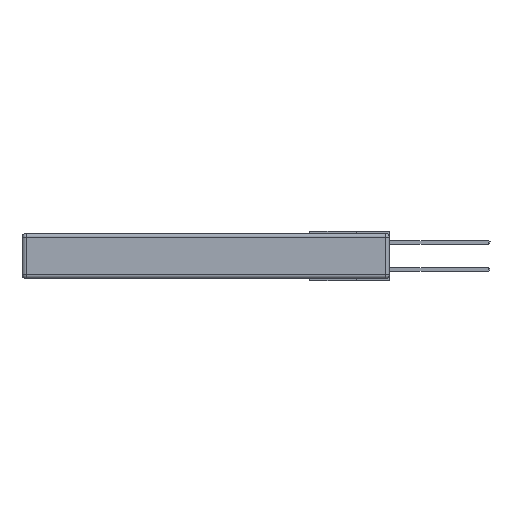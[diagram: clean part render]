
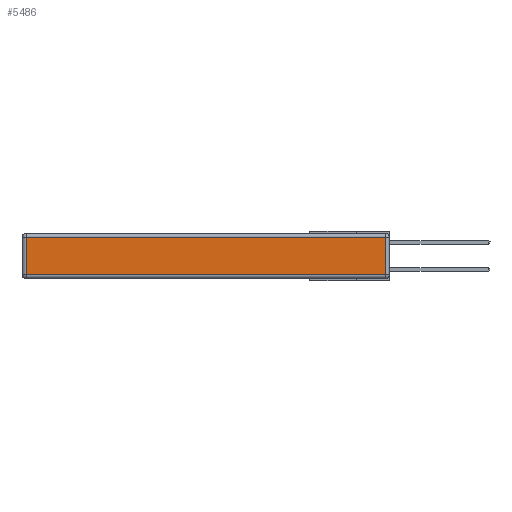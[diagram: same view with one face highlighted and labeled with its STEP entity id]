
A CAD part, left-side view. The second image highlights one B-rep face of the part: STEP entity #5486.
In plain terms, the highlighted planar face has unit normal (-1, 0, 0).
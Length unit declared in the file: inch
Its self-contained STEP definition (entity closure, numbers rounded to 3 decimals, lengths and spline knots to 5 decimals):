
#353 = CARTESIAN_POINT ( 'NONE',  ( 0., 2.72, -0.343 ) ) ;
#1081 = ORIENTED_EDGE ( 'NONE', *, *, #14877, .T. ) ;
#1521 = VECTOR ( 'NONE', #6859, 39.37008 ) ;
#1586 = ORIENTED_EDGE ( 'NONE', *, *, #6965, .T. ) ;
#2210 = CARTESIAN_POINT ( 'NONE',  ( 0., 2.72, -0.313 ) ) ;
#2383 = EDGE_LOOP ( 'NONE', ( #1586, #5771, #1081, #10847 ) ) ;
#2687 = CARTESIAN_POINT ( 'NONE',  ( 0., 0., -0.343 ) ) ;
#2828 = CARTESIAN_POINT ( 'NONE',  ( 0., 0., -0.313 ) ) ;
#2891 = VERTEX_POINT ( 'NONE', #12799 ) ;
#3191 = LINE ( 'NONE', #7706, #6574 ) ;
#3476 = CARTESIAN_POINT ( 'NONE',  ( 0., 0.03, -0.03 ) ) ;
#3822 = PLANE ( 'NONE',  #7845 ) ;
#3877 = VERTEX_POINT ( 'NONE', #3476 ) ;
#5485 = VECTOR ( 'NONE', #6792, 39.37008 ) ;
#5486 = ADVANCED_FACE ( 'NONE', ( #10939 ), #3822, .T. ) ;
#5771 = ORIENTED_EDGE ( 'NONE', *, *, #6804, .T. ) ;
#6574 = VECTOR ( 'NONE', #9213, 39.37008 ) ;
#6792 = DIRECTION ( 'NONE',  ( 0., -1., 0. ) ) ;
#6804 = EDGE_CURVE ( 'NONE', #2891, #3877, #3191, .T. ) ;
#6806 = CARTESIAN_POINT ( 'NONE',  ( 0., 2.75, -0.03 ) ) ;
#6859 = DIRECTION ( 'NONE',  ( 0., 1., 0. ) ) ;
#6965 = EDGE_CURVE ( 'NONE', #15241, #2891, #14847, .T. ) ;
#7706 = CARTESIAN_POINT ( 'NONE',  ( 0., 0.03, -0.343 ) ) ;
#7711 = VERTEX_POINT ( 'NONE', #12031 ) ;
#7845 = AXIS2_PLACEMENT_3D ( 'NONE', #2687, #17241, #11889 ) ;
#9112 = EDGE_CURVE ( 'NONE', #7711, #15241, #11046, .T. ) ;
#9213 = DIRECTION ( 'NONE',  ( 0., 0., 1. ) ) ;
#9604 = DIRECTION ( 'NONE',  ( 0., 0., -1. ) ) ;
#10223 = VECTOR ( 'NONE', #9604, 39.37008 ) ;
#10847 = ORIENTED_EDGE ( 'NONE', *, *, #9112, .T. ) ;
#10939 = FACE_OUTER_BOUND ( 'NONE', #2383, .T. ) ;
#11046 = LINE ( 'NONE', #353, #10223 ) ;
#11889 = DIRECTION ( 'NONE',  ( 0., 0., 1. ) ) ;
#12031 = CARTESIAN_POINT ( 'NONE',  ( 0., 2.72, -0.03 ) ) ;
#12799 = CARTESIAN_POINT ( 'NONE',  ( 0., 0.03, -0.313 ) ) ;
#14847 = LINE ( 'NONE', #2828, #5485 ) ;
#14877 = EDGE_CURVE ( 'NONE', #3877, #7711, #16983, .T. ) ;
#15241 = VERTEX_POINT ( 'NONE', #2210 ) ;
#16983 = LINE ( 'NONE', #6806, #1521 ) ;
#17241 = DIRECTION ( 'NONE',  ( -1., 0., 0. ) ) ;
